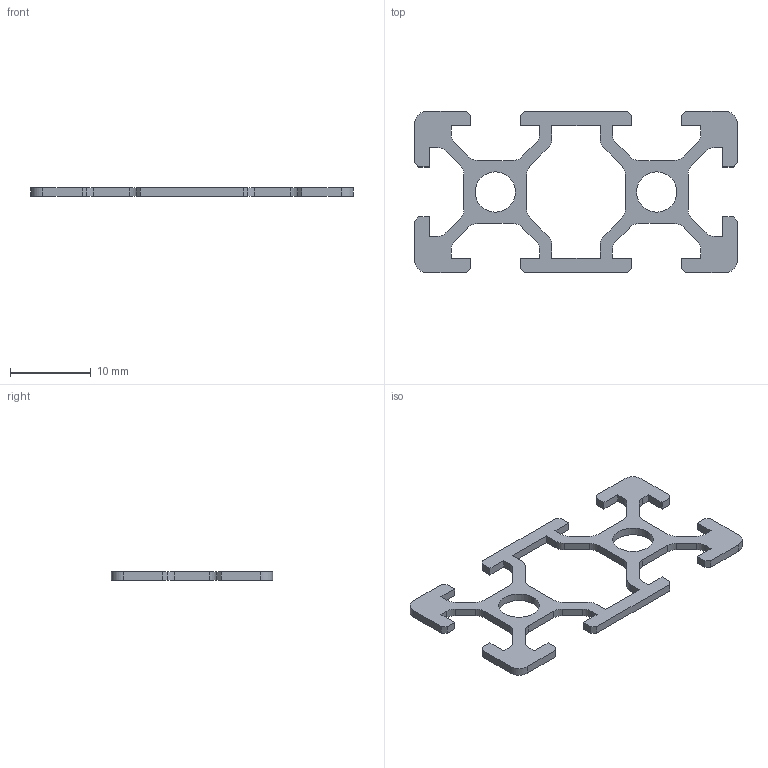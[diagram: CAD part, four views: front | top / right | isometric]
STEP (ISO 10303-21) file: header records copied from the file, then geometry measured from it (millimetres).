
FILE_DESCRIPTION (( 'STEP AP214' ), '1' );
FILE_NAME ('User Library-2040.STEP', '2021-06-18T11:45:45', ( '' ), ( '' ), 'SwSTEP 2.0', 'SolidWorks 2021', '' );
FILE_SCHEMA (( 'AUTOMOTIVE_DESIGN' ));
Length unit declared in the file: millimetre
Products named in the file (1): User Library-2040
Bounding box: 40 x 20 x 1 mm (x, y, z)
Volume: 297.3 mm3; surface area: 899.8 mm2
Topology: 1 solids, 1 shells, 130 faces, 384 edges, 256 vertices
Faces by surface type: plane 90, cylinder 40
Entity records: 4374 total; most frequent: CARTESIAN_POINT 771, ORIENTED_EDGE 768, DIRECTION 726, EDGE_CURVE 384, VECTOR 304, LINE 304, VERTEX_POINT 256, AXIS2_PLACEMENT_3D 211
